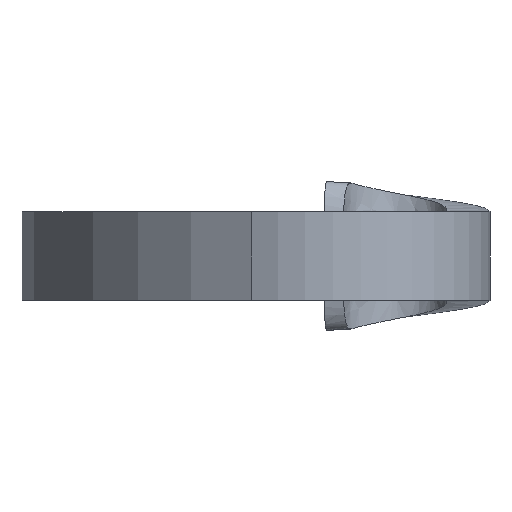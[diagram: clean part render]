
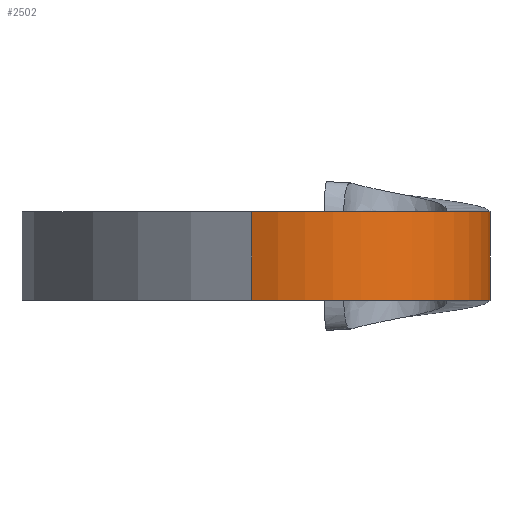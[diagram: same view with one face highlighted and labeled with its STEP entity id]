
A CAD part, left-side view. The second image highlights one B-rep face of the part: STEP entity #2502.
In plain terms, the highlighted cylindrical face has radius 30 mm (diameter 60 mm), a partial arc.
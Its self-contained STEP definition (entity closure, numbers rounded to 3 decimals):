
#654 = DIRECTION ( 'NONE',  ( 0., 0., 1. ) ) ;
#664 = VECTOR ( 'NONE', #1365, 1000. ) ;
#1090 = EDGE_CURVE ( 'NONE', #1830, #9540, #7633, .T. ) ;
#1362 = CIRCLE ( 'NONE', #6254, 30. ) ;
#1365 = DIRECTION ( 'NONE',  ( 0., 0., -1. ) ) ;
#1674 = DIRECTION ( 'NONE',  ( 0., 0., -1. ) ) ;
#1830 = VERTEX_POINT ( 'NONE', #7355 ) ;
#1874 = DIRECTION ( 'NONE',  ( 0., 0., 1. ) ) ;
#1958 = LINE ( 'NONE', #11962, #4142 ) ;
#2502 = ADVANCED_FACE ( 'NONE', ( #5182 ), #8633, .T. ) ;
#2550 = CARTESIAN_POINT ( 'NONE',  ( -40., -12.5, 0. ) ) ;
#2582 = ORIENTED_EDGE ( 'NONE', *, *, #8690, .F. ) ;
#2892 = EDGE_LOOP ( 'NONE', ( #8348, #10461, #2582, #11446 ) ) ;
#3321 = EDGE_CURVE ( 'NONE', #11998, #3361, #1958, .T. ) ;
#3361 = VERTEX_POINT ( 'NONE', #5678 ) ;
#3428 = AXIS2_PLACEMENT_3D ( 'NONE', #2550, #5341, #4327 ) ;
#4142 = VECTOR ( 'NONE', #1674, 1000. ) ;
#4327 = DIRECTION ( 'NONE',  ( 1., 0., 0. ) ) ;
#4605 = CARTESIAN_POINT ( 'NONE',  ( -66.966, 0.646, -8. ) ) ;
#5182 = FACE_OUTER_BOUND ( 'NONE', #2892, .T. ) ;
#5278 = DIRECTION ( 'NONE',  ( -0.899, 0.438, 0. ) ) ;
#5341 = DIRECTION ( 'NONE',  ( 0., 0., 1. ) ) ;
#5674 = CARTESIAN_POINT ( 'NONE',  ( -40., -12.5, -8. ) ) ;
#5678 = CARTESIAN_POINT ( 'NONE',  ( -40., -42.5, -8. ) ) ;
#6254 = AXIS2_PLACEMENT_3D ( 'NONE', #5674, #1874, #6656 ) ;
#6260 = CARTESIAN_POINT ( 'NONE',  ( -40., -12.5, 8. ) ) ;
#6408 = AXIS2_PLACEMENT_3D ( 'NONE', #6260, #654, #5278 ) ;
#6656 = DIRECTION ( 'NONE',  ( -0.899, 0.438, 0. ) ) ;
#7355 = CARTESIAN_POINT ( 'NONE',  ( -66.966, 0.646, 8. ) ) ;
#7503 = CIRCLE ( 'NONE', #6408, 30. ) ;
#7633 = LINE ( 'NONE', #11739, #664 ) ;
#8348 = ORIENTED_EDGE ( 'NONE', *, *, #9009, .T. ) ;
#8633 = CYLINDRICAL_SURFACE ( 'NONE', #3428, 30. ) ;
#8690 = EDGE_CURVE ( 'NONE', #1830, #11998, #7503, .T. ) ;
#9009 = EDGE_CURVE ( 'NONE', #9540, #3361, #1362, .T. ) ;
#9540 = VERTEX_POINT ( 'NONE', #4605 ) ;
#10461 = ORIENTED_EDGE ( 'NONE', *, *, #3321, .F. ) ;
#11446 = ORIENTED_EDGE ( 'NONE', *, *, #1090, .T. ) ;
#11567 = CARTESIAN_POINT ( 'NONE',  ( -40., -42.5, 8. ) ) ;
#11739 = CARTESIAN_POINT ( 'NONE',  ( -66.966, 0.646, 8. ) ) ;
#11962 = CARTESIAN_POINT ( 'NONE',  ( -40., -42.5, 8. ) ) ;
#11998 = VERTEX_POINT ( 'NONE', #11567 ) ;
